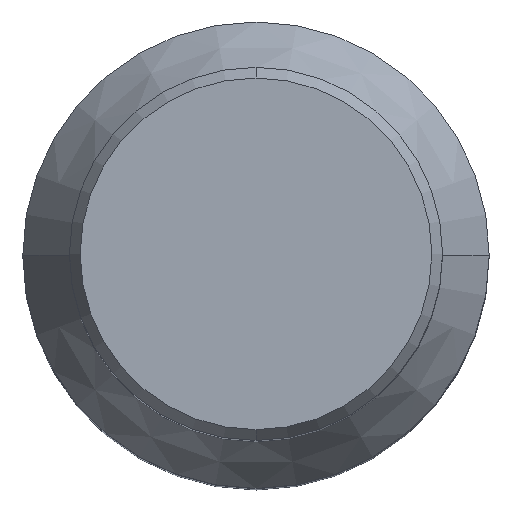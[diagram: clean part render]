
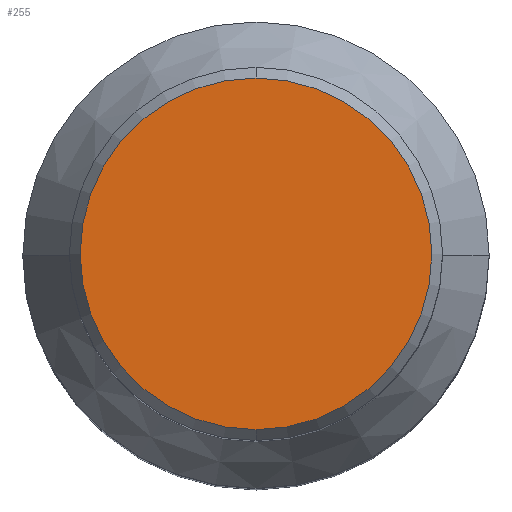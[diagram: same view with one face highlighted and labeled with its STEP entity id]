
A CAD part, top view. The second image highlights one B-rep face of the part: STEP entity #255.
In plain terms, the highlighted planar face has unit normal (0, 0, 1).
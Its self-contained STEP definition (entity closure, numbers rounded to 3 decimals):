
#173=VERTEX_POINT('',#465);
#255=ADVANCED_FACE('',(#555),#556,.T.);
#291=VERTEX_POINT('',#596);
#305=EDGE_CURVE('',#291,#173,#611,.T.);
#325=EDGE_CURVE('',#173,#291,#633,.T.);
#465=CARTESIAN_POINT('',(0.0,15.076,0.0));
#555=FACE_OUTER_BOUND('',#979,.T.);
#556=PLANE('',#980);
#596=CARTESIAN_POINT('',(0.,-15.076,0.0));
#611=CIRCLE('',#1156,15.076);
#633=CIRCLE('',#1187,15.076);
#979=EDGE_LOOP('',(#1652,#1653));
#980=AXIS2_PLACEMENT_3D('',#1654,#1655,#1656);
#1156=AXIS2_PLACEMENT_3D('',#1705,#1706,#1707);
#1187=AXIS2_PLACEMENT_3D('',#1736,#1737,#1738);
#1652=ORIENTED_EDGE('',*,*,#325,.F.);
#1653=ORIENTED_EDGE('',*,*,#305,.F.);
#1654=CARTESIAN_POINT('',(0.0,7.538,0.0));
#1655=DIRECTION('',(-0.0,0.0,1.0));
#1656=DIRECTION('',(0.0,-1.0,0.0));
#1705=CARTESIAN_POINT('',(0.0,0.0,0.0));
#1706=DIRECTION('',(0.0,0.0,-1.0));
#1707=DIRECTION('',(0.0,1.0,0.0));
#1736=CARTESIAN_POINT('',(0.0,0.0,0.0));
#1737=DIRECTION('',(0.0,0.0,-1.0));
#1738=DIRECTION('',(0.0,1.0,0.0));
